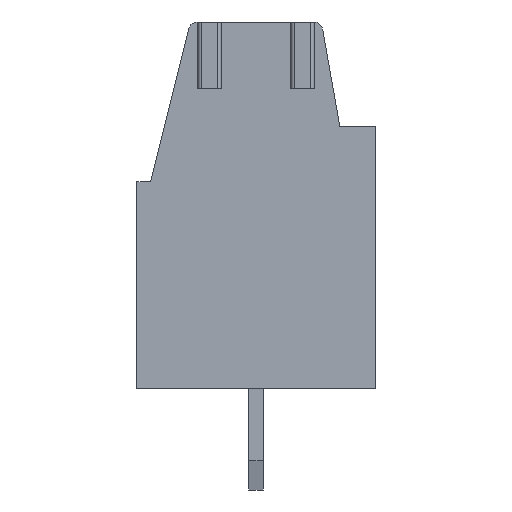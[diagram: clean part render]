
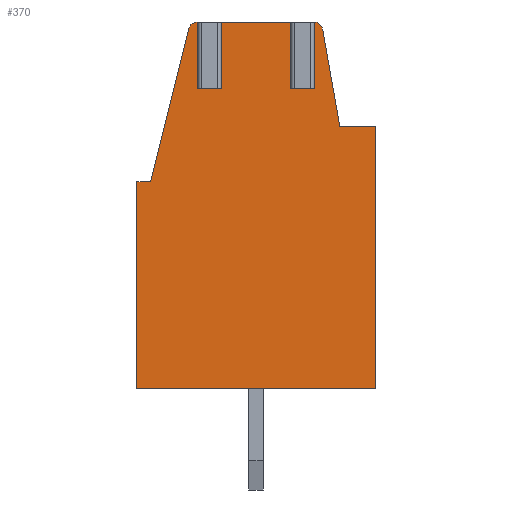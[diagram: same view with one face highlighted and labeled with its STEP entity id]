
A CAD part, left-side view. The second image highlights one B-rep face of the part: STEP entity #370.
In plain terms, the highlighted planar face has unit normal (-1, 0, 0).
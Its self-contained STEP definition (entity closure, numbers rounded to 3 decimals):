
#370 = ADVANCED_FACE( '', ( #823 ), #824, .T. );
#823 = FACE_OUTER_BOUND( '', #1344, .T. );
#824 = PLANE( '', #1345 );
#1344 = EDGE_LOOP( '', ( #2430, #2431, #2432, #2433, #2434, #2435, #2436, #2437, #2438, #2439, #2440, #2441, #2442, #2443, #2444, #2445, #2446, #2447 ) );
#1345 = AXIS2_PLACEMENT_3D( '', #2448, #2449, #2450 );
#2430 = ORIENTED_EDGE( '', *, *, #3274, .T. );
#2431 = ORIENTED_EDGE( '', *, *, #3325, .T. );
#2432 = ORIENTED_EDGE( '', *, *, #3524, .T. );
#2433 = ORIENTED_EDGE( '', *, *, #3525, .T. );
#2434 = ORIENTED_EDGE( '', *, *, #3195, .T. );
#2435 = ORIENTED_EDGE( '', *, *, #3215, .T. );
#2436 = ORIENTED_EDGE( '', *, *, #3249, .T. );
#2437 = ORIENTED_EDGE( '', *, *, #3526, .F. );
#2438 = ORIENTED_EDGE( '', *, *, #3527, .T. );
#2439 = ORIENTED_EDGE( '', *, *, #3528, .T. );
#2440 = ORIENTED_EDGE( '', *, *, #3243, .T. );
#2441 = ORIENTED_EDGE( '', *, *, #3529, .F. );
#2442 = ORIENTED_EDGE( '', *, *, #3495, .F. );
#2443 = ORIENTED_EDGE( '', *, *, #3530, .T. );
#2444 = ORIENTED_EDGE( '', *, *, #3237, .F. );
#2445 = ORIENTED_EDGE( '', *, *, #3531, .T. );
#2446 = ORIENTED_EDGE( '', *, *, #3532, .T. );
#2447 = ORIENTED_EDGE( '', *, *, #3533, .T. );
#2448 = CARTESIAN_POINT( '', ( -24.259, 301.943, -29.87 ) );
#2449 = DIRECTION( '', ( -1., 0., 0. ) );
#2450 = DIRECTION( '', ( 0., -1., 0. ) );
#3195 = EDGE_CURVE( '', #3871, #3876, #3878, .T. );
#3215 = EDGE_CURVE( '', #3876, #3909, #3911, .T. );
#3237 = EDGE_CURVE( '', #3947, #3949, #3950, .T. );
#3243 = EDGE_CURVE( '', #3959, #3957, #3960, .T. );
#3249 = EDGE_CURVE( '', #3909, #3968, #3970, .T. );
#3274 = EDGE_CURVE( '', #4010, #4015, #4017, .T. );
#3325 = EDGE_CURVE( '', #4015, #4097, #4099, .T. );
#3495 = EDGE_CURVE( '', #4347, #4349, #4350, .T. );
#3524 = EDGE_CURVE( '', #4097, #4387, #4388, .T. );
#3525 = EDGE_CURVE( '', #4387, #3871, #4389, .T. );
#3526 = EDGE_CURVE( '', #4390, #3968, #4391, .T. );
#3527 = EDGE_CURVE( '', #4390, #4392, #4393, .T. );
#3528 = EDGE_CURVE( '', #4392, #3959, #4394, .T. );
#3529 = EDGE_CURVE( '', #4349, #3957, #4395, .T. );
#3530 = EDGE_CURVE( '', #4347, #3949, #4396, .T. );
#3531 = EDGE_CURVE( '', #3947, #4397, #4398, .T. );
#3532 = EDGE_CURVE( '', #4397, #4399, #4400, .T. );
#3533 = EDGE_CURVE( '', #4399, #4010, #4401, .T. );
#3871 = VERTEX_POINT( '', #4830 );
#3876 = VERTEX_POINT( '', #4837 );
#3878 = LINE( '', #4840, #4841 );
#3909 = VERTEX_POINT( '', #4902 );
#3911 = CIRCLE( '', #4905, 0.3 );
#3947 = VERTEX_POINT( '', #4949 );
#3949 = VERTEX_POINT( '', #4952 );
#3950 = LINE( '', #4953, #4954 );
#3957 = VERTEX_POINT( '', #4962 );
#3959 = VERTEX_POINT( '', #4964 );
#3960 = LINE( '', #4965, #4966 );
#3968 = VERTEX_POINT( '', #4976 );
#3970 = LINE( '', #4978, #4979 );
#4010 = VERTEX_POINT( '', #5032 );
#4015 = VERTEX_POINT( '', #5039 );
#4017 = LINE( '', #5042, #5043 );
#4097 = VERTEX_POINT( '', #5162 );
#4099 = LINE( '', #5165, #5166 );
#4347 = VERTEX_POINT( '', #5552 );
#4349 = VERTEX_POINT( '', #5554 );
#4350 = LINE( '', #5555, #5556 );
#4387 = VERTEX_POINT( '', #5606 );
#4388 = LINE( '', #5607, #5608 );
#4389 = LINE( '', #5609, #5610 );
#4390 = VERTEX_POINT( '', #5611 );
#4391 = LINE( '', #5612, #5613 );
#4392 = VERTEX_POINT( '', #5614 );
#4393 = LINE( '', #5615, #5616 );
#4394 = LINE( '', #5617, #5618 );
#4395 = LINE( '', #5619, #5620 );
#4396 = LINE( '', #5621, #5622 );
#4397 = VERTEX_POINT( '', #5623 );
#4398 = CIRCLE( '', #5624, 0.3 );
#4399 = VERTEX_POINT( '', #5625 );
#4400 = LINE( '', #5626, #5627 );
#4401 = LINE( '', #5628, #5629 );
#4830 = CARTESIAN_POINT( '', ( -24.259, 301.056, -33.17 ) );
#4837 = CARTESIAN_POINT( '', ( -24.259, 301.647, -29.817 ) );
#4840 = CARTESIAN_POINT( '', ( -24.259, 301.647, -29.817 ) );
#4841 = VECTOR( '', #6023, 1000. );
#4902 = CARTESIAN_POINT( '', ( -24.259, 301.943, -29.57 ) );
#4905 = AXIS2_PLACEMENT_3D( '', #6040, #6041, #6042 );
#4949 = CARTESIAN_POINT( '', ( -24.259, 305.957, -29.57 ) );
#4952 = CARTESIAN_POINT( '', ( -24.259, 305.919, -29.57 ) );
#4953 = CARTESIAN_POINT( '', ( -24.259, 305.957, -29.57 ) );
#4954 = VECTOR( '', #6085, 1000. );
#4962 = CARTESIAN_POINT( '', ( -24.259, 305.172, -29.57 ) );
#4964 = CARTESIAN_POINT( '', ( -24.259, 302.719, -29.57 ) );
#4965 = CARTESIAN_POINT( '', ( -24.259, 305.957, -29.57 ) );
#4966 = VECTOR( '', #6099, 1000. );
#4976 = CARTESIAN_POINT( '', ( -24.259, 301.972, -29.57 ) );
#4978 = CARTESIAN_POINT( '', ( -24.259, 305.957, -29.57 ) );
#4979 = VECTOR( '', #6111, 1000. );
#5032 = CARTESIAN_POINT( '', ( -24.259, 308.041, -35.07 ) );
#5039 = CARTESIAN_POINT( '', ( -24.259, 308.041, -42.17 ) );
#5042 = CARTESIAN_POINT( '', ( -24.259, 308.041, -42.17 ) );
#5043 = VECTOR( '', #6146, 1000. );
#5162 = CARTESIAN_POINT( '', ( -24.259, 299.841, -42.17 ) );
#5165 = CARTESIAN_POINT( '', ( -24.259, 299.841, -42.17 ) );
#5166 = VECTOR( '', #6196, 1000. );
#5552 = CARTESIAN_POINT( '', ( -24.259, 305.919, -31.87 ) );
#5554 = CARTESIAN_POINT( '', ( -24.259, 305.172, -31.87 ) );
#5555 = CARTESIAN_POINT( '', ( -24.259, 305.143, -31.87 ) );
#5556 = VECTOR( '', #6362, 1000. );
#5606 = CARTESIAN_POINT( '', ( -24.259, 299.841, -33.17 ) );
#5607 = CARTESIAN_POINT( '', ( -24.259, 299.841, -33.17 ) );
#5608 = VECTOR( '', #6391, 1000. );
#5609 = CARTESIAN_POINT( '', ( -24.259, 301.056, -33.17 ) );
#5610 = VECTOR( '', #6392, 1000. );
#5611 = CARTESIAN_POINT( '', ( -24.259, 301.972, -31.87 ) );
#5612 = CARTESIAN_POINT( '', ( -24.259, 301.972, -42.171 ) );
#5613 = VECTOR( '', #6393, 1000. );
#5614 = CARTESIAN_POINT( '', ( -24.259, 302.719, -31.87 ) );
#5615 = CARTESIAN_POINT( '', ( -24.259, 302.748, -31.87 ) );
#5616 = VECTOR( '', #6394, 1000. );
#5617 = CARTESIAN_POINT( '', ( -24.259, 302.719, -42.171 ) );
#5618 = VECTOR( '', #6395, 1000. );
#5619 = CARTESIAN_POINT( '', ( -24.259, 305.172, -42.171 ) );
#5620 = VECTOR( '', #6396, 1000. );
#5621 = CARTESIAN_POINT( '', ( -24.259, 305.919, -42.171 ) );
#5622 = VECTOR( '', #6397, 1000. );
#5623 = CARTESIAN_POINT( '', ( -24.259, 306.248, -29.797 ) );
#5624 = AXIS2_PLACEMENT_3D( '', #6398, #6399, #6400 );
#5625 = CARTESIAN_POINT( '', ( -24.259, 307.562, -35.07 ) );
#5626 = CARTESIAN_POINT( '', ( -24.259, 307.562, -35.07 ) );
#5627 = VECTOR( '', #6401, 1000. );
#5628 = CARTESIAN_POINT( '', ( -24.259, 308.041, -35.07 ) );
#5629 = VECTOR( '', #6402, 1000. );
#6023 = DIRECTION( '', ( 0., 0.174, 0.985 ) );
#6040 = CARTESIAN_POINT( '', ( -24.259, 301.943, -29.87 ) );
#6041 = DIRECTION( '', ( -1., 0., 0. ) );
#6042 = DIRECTION( '', ( 0., 0.643, -0.766 ) );
#6085 = DIRECTION( '', ( 0., -1., 0. ) );
#6099 = DIRECTION( '', ( 0., 1., 0. ) );
#6111 = DIRECTION( '', ( 0., 1., 0. ) );
#6146 = DIRECTION( '', ( 0., 0., -1. ) );
#6196 = DIRECTION( '', ( 0., -1., 0. ) );
#6362 = DIRECTION( '', ( 0., -1., 0. ) );
#6391 = DIRECTION( '', ( 0., 0., 1. ) );
#6392 = DIRECTION( '', ( 0., 1., 0. ) );
#6393 = DIRECTION( '', ( 0., 0., 1. ) );
#6394 = DIRECTION( '', ( 0., 1., 0. ) );
#6395 = DIRECTION( '', ( 0., 0., 1. ) );
#6396 = DIRECTION( '', ( 0., 0., 1. ) );
#6397 = DIRECTION( '', ( 0., 0., 1. ) );
#6398 = CARTESIAN_POINT( '', ( -24.259, 305.957, -29.87 ) );
#6399 = DIRECTION( '', ( -1., 0., 0. ) );
#6400 = DIRECTION( '', ( 0., -0.616, -0.788 ) );
#6401 = DIRECTION( '', ( 0., 0.242, -0.97 ) );
#6402 = DIRECTION( '', ( 0., 1., 0. ) );
